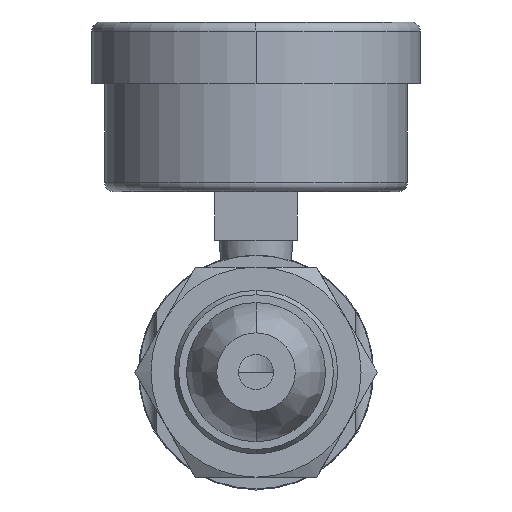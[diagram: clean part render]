
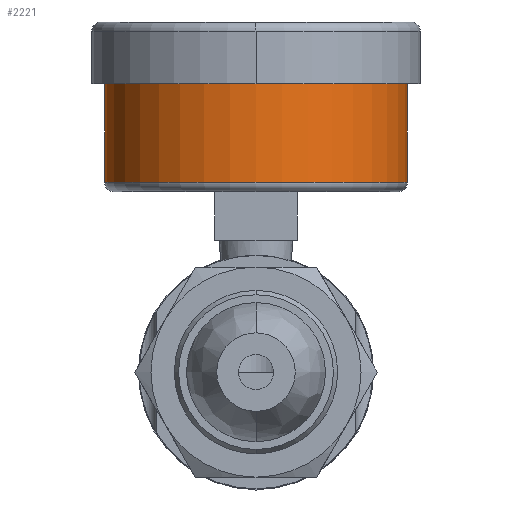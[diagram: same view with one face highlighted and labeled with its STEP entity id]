
A CAD part, front view. The second image highlights one B-rep face of the part: STEP entity #2221.
In plain terms, the highlighted cylindrical face has radius 20.587 mm (diameter 41.173 mm), a partial arc.
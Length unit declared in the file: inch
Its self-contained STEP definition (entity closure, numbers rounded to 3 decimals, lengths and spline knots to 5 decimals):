
#1923=DIRECTION('',(0.,0.,-1.));
#1924=VECTOR('',#1923,0.529);
#1925=CARTESIAN_POINT('',(0.,0.8105,-0.33));
#1926=LINE('',#1925,#1924);
#1927=CARTESIAN_POINT('',(0.,0.,-0.859));
#1928=DIRECTION('',(0.,0.,-1.));
#1929=DIRECTION('',(0.,-1.,0.));
#1930=AXIS2_PLACEMENT_3D('',#1927,#1928,#1929);
#1932=DIRECTION('',(0.,0.,-1.));
#1933=VECTOR('',#1932,0.529);
#1934=CARTESIAN_POINT('',(0.,-0.8105,-0.33));
#1935=LINE('',#1934,#1933);
#1946=CARTESIAN_POINT('',(0.,0.,-0.33));
#1947=DIRECTION('',(0.,0.,-1.));
#1948=DIRECTION('',(0.,-1.,0.));
#1949=AXIS2_PLACEMENT_3D('',#1946,#1947,#1948);
#2056=CARTESIAN_POINT('',(0.,-0.8105,-0.33));
#2057=CARTESIAN_POINT('',(0.,0.8105,-0.33));
#2058=VERTEX_POINT('',#2056);
#2059=VERTEX_POINT('',#2057);
#2072=CARTESIAN_POINT('',(0.,-0.8105,-0.859));
#2073=CARTESIAN_POINT('',(0.,0.8105,-0.859));
#2074=VERTEX_POINT('',#2072);
#2075=VERTEX_POINT('',#2073);
#2209=CARTESIAN_POINT('',(0.,0.,-0.33));
#2210=DIRECTION('',(0.,0.,-1.));
#2211=DIRECTION('',(0.,-1.,0.));
#2212=AXIS2_PLACEMENT_3D('',#2209,#2210,#2211);
#2213=CYLINDRICAL_SURFACE('',#2212,0.8105);
#2214=ORIENTED_EDGE('',*,*,#2174,.T.);
#2215=ORIENTED_EDGE('',*,*,#2204,.F.);
#2217=ORIENTED_EDGE('',*,*,#2216,.F.);
#2218=ORIENTED_EDGE('',*,*,#2200,.T.);
#2219=EDGE_LOOP('',(#2214,#2215,#2217,#2218));
#2220=FACE_OUTER_BOUND('',#2219,.F.);
#2221=ADVANCED_FACE('',(#2220),#2213,.T.);
#1931=CIRCLE('',#1930,0.8105);
#1950=CIRCLE('',#1949,0.8105);
#2174=EDGE_CURVE('',#2074,#2075,#1931,.T.);
#2200=EDGE_CURVE('',#2058,#2074,#1935,.T.);
#2204=EDGE_CURVE('',#2059,#2075,#1926,.T.);
#2216=EDGE_CURVE('',#2058,#2059,#1950,.T.);
